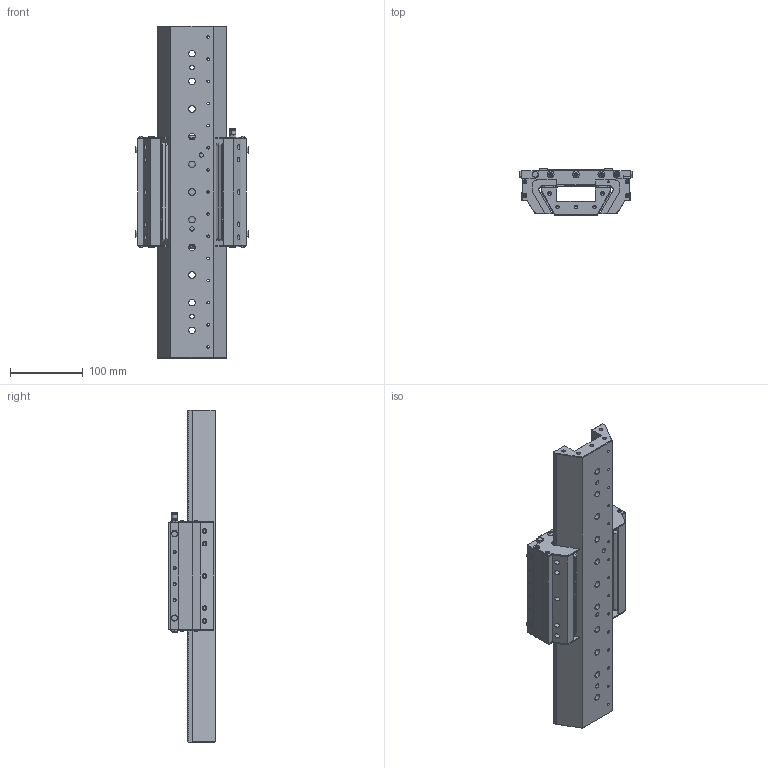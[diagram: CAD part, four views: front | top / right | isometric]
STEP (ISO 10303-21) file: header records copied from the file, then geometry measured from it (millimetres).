
FILE_DESCRIPTION (( 'STEP AP214' ), '1' );
FILE_NAME ('S41-06150-095457.STEP', '2021-08-26T19:51:11', ( '' ), ( '' ), 'SwSTEP 2.0', 'SolidWorks 2020', '' );
FILE_SCHEMA (( 'AUTOMOTIVE_DESIGN' ));
Length unit declared in the file: inch
Products named in the file (24): S91BH0101-6_92095A179; S41-06150-095457; 62-0323_18.1 x 134.2mm; S90A001; 99-1024-SHORT TUBING; S90F013_04-M5; 44S95XXX_44S95457; M3-LB1; 99-1011_Customer Model; 99-1010_Customer Model; 62-0324_62-0324; 16-00022_Customer Model; 90-0403_92605A099; 90-0083_90-0083; 16-00021_Customer Model; 99-1024-END TUBING; S90F030; Socket Button Head Cap Screw_AM_90-0088; S90F028_S90F028; 40-00075_-02 w M3 HOLE; S90A002; 40-00062_STANDARD 6X6 CARRIAGE
Assembly tree (54 placements, depth 3):
  S41-06150-095457
    99-1010_Customer Model
      16-00021_Customer Model
      62-0323_18.1 x 134.2mm
    99-1010_Customer Model
      16-00021_Customer Model
      62-0323_18.1 x 134.2mm
    99-1011_Customer Model
      16-00022_Customer Model
      62-0324_62-0324
    99-1011_Customer Model
      16-00022_Customer Model
      62-0324_62-0324
    40-00062_STANDARD 6X6 CARRIAGE
    44S95XXX_44S95457
    M3-LB1  x6
    99-1024-END TUBING  x2
    99-1024-SHORT TUBING  x2
    40-00075_-02 w M3 HOLE  x2
    S90F013_04-M5
    90-0083_90-0083  x2
    Socket Button Head Cap Screw_AM_90-0088  x6
    S91BH0101-6_92095A179  x8
    S90F028_S90F028  x7
    S90F030  x2
    90-0403_92605A099  x2
  S90A001
  S90A002
Bounding box: 155 x 63.8 x 457.2 mm (x, y, z)
Volume: 1625542.5 mm3; surface area: 344301.7 mm2
Topology: 50 solids, 50 shells, 2088 faces, 5066 edges, 3122 vertices
Faces by surface type: plane 790, cylinder 780, cone 390, torus 54, sphere 52, bspline 22
Entity records: 39012 total; most frequent: CARTESIAN_POINT 9662, DIRECTION 5823, ORIENTED_EDGE 5448, EDGE_CURVE 2724, AXIS2_PLACEMENT_3D 2262, VERTEX_POINT 1745, EDGE_LOOP 1397, VECTOR 1299
